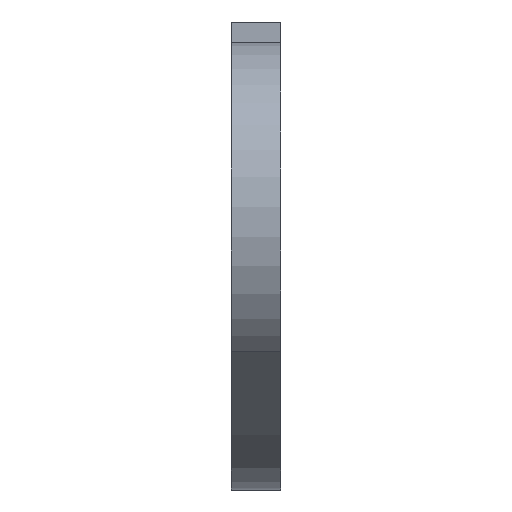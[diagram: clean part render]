
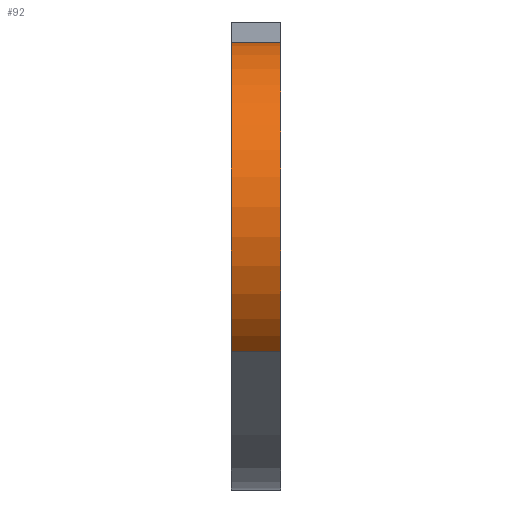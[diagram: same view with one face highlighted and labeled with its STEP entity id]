
A CAD part, front view. The second image highlights one B-rep face of the part: STEP entity #92.
In plain terms, the highlighted cylindrical face has radius 18 mm (diameter 36 mm), a partial arc.
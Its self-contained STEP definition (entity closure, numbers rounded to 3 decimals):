
#92=ADVANCED_FACE('',(#217),#1599,.T.);
#217=FACE_OUTER_BOUND('',#335,.T.);
#335=EDGE_LOOP('',(#753,#754,#755,#756));
#753=ORIENTED_EDGE('',*,*,#1077,.F.);
#754=ORIENTED_EDGE('',*,*,#1076,.F.);
#755=ORIENTED_EDGE('',*,*,#1075,.T.);
#756=ORIENTED_EDGE('',*,*,#1052,.T.);
#1052=EDGE_CURVE('',#1505,#1506,#1342,.T.);
#1075=EDGE_CURVE('',#1524,#1505,#1233,.T.);
#1076=EDGE_CURVE('',#1524,#1525,#1356,.T.);
#1077=EDGE_CURVE('',#1525,#1506,#1234,.T.);
#1233=B_SPLINE_CURVE_WITH_KNOTS('',1,(#3044,#3045),.UNSPECIFIED.,.F.,.F.,
(2,2),(-5.,0.),.UNSPECIFIED.);
#1234=B_SPLINE_CURVE_WITH_KNOTS('',1,(#3051,#3052),.UNSPECIFIED.,.F.,.F.,
(2,2),(-5.,0.),.UNSPECIFIED.);
#1342=(
BOUNDED_CURVE()
B_SPLINE_CURVE(2,(#2948,#2949,#2950,#2951,#2952),.UNSPECIFIED.,.F.,.F.)
B_SPLINE_CURVE_WITH_KNOTS((3,2,3),(180.276,208.414,236.551),
 .UNSPECIFIED.)
CURVE()
GEOMETRIC_REPRESENTATION_ITEM()
RATIONAL_B_SPLINE_CURVE((1.,0.71,1.,0.71,1.))
REPRESENTATION_ITEM('')
);
#1356=(
BOUNDED_CURVE()
B_SPLINE_CURVE(2,(#3046,#3047,#3048,#3049,#3050),.UNSPECIFIED.,.F.,.F.)
B_SPLINE_CURVE_WITH_KNOTS((3,2,3),(180.276,208.414,236.551),
 .UNSPECIFIED.)
CURVE()
GEOMETRIC_REPRESENTATION_ITEM()
RATIONAL_B_SPLINE_CURVE((1.,0.71,1.,0.71,1.))
REPRESENTATION_ITEM('')
);
#1505=VERTEX_POINT('',#2885);
#1506=VERTEX_POINT('',#2886);
#1524=VERTEX_POINT('',#2904);
#1525=VERTEX_POINT('',#2905);
#1599=CYLINDRICAL_SURFACE('',#1791,18.);
#1791=AXIS2_PLACEMENT_3D('',#2805,#1871,$);
#1871=DIRECTION('',(-1.,0.,0.));
#2805=CARTESIAN_POINT('',(-12.5,-170.,11.));
#2885=CARTESIAN_POINT('',(-15.,-157.85,24.281));
#2886=CARTESIAN_POINT('',(-15.,-182.35,-2.095));
#2904=CARTESIAN_POINT('',(-10.,-157.85,24.281));
#2905=CARTESIAN_POINT('',(-10.,-182.35,-2.095));
#2948=CARTESIAN_POINT('',(-15.,-157.85,24.281));
#2949=CARTESIAN_POINT('',(-15.,-171.031,36.339));
#2950=CARTESIAN_POINT('',(-15.,-183.188,23.25));
#2951=CARTESIAN_POINT('',(-15.,-195.346,10.161));
#2952=CARTESIAN_POINT('',(-15.,-182.35,-2.095));
#3044=CARTESIAN_POINT('',(-10.,-157.85,24.281));
#3045=CARTESIAN_POINT('',(-15.,-157.85,24.281));
#3046=CARTESIAN_POINT('',(-10.,-157.85,24.281));
#3047=CARTESIAN_POINT('',(-10.,-171.031,36.339));
#3048=CARTESIAN_POINT('',(-10.,-183.188,23.25));
#3049=CARTESIAN_POINT('',(-10.,-195.346,10.161));
#3050=CARTESIAN_POINT('',(-10.,-182.35,-2.095));
#3051=CARTESIAN_POINT('',(-10.,-182.35,-2.095));
#3052=CARTESIAN_POINT('',(-15.,-182.35,-2.095));
